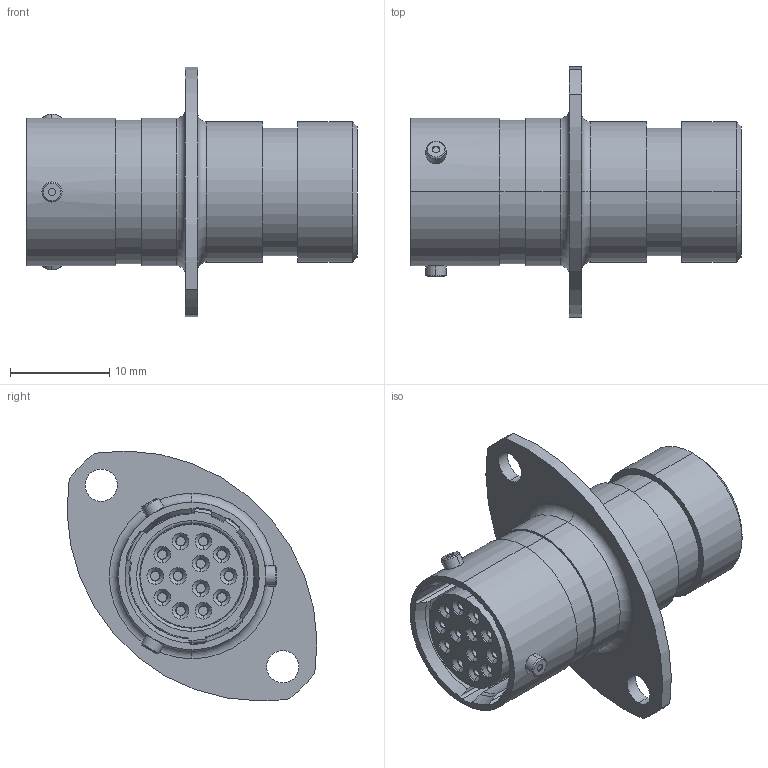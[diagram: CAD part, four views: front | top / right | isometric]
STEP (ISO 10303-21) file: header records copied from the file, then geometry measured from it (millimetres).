
FILE_DESCRIPTION (( 'STEP AP214' ), '1' );
FILE_NAME ('AS010-35SC.STEP', '2013-05-15T09:42:19', ( 'TE Connectivity' ), ( 'TE Connectivity' ), 'SwSTEP 2.0', 'SolidWorks 2011', '' );
FILE_SCHEMA (( 'AUTOMOTIVE_DESIGN' ));
Length unit declared in the file: inch
Products named in the file (1): AS010-35SC
Bounding box: 33.31 x 25.2 x 25.21 mm (x, y, z)
Volume: 4215.2 mm3; surface area: 7446.5 mm2
Topology: 9 solids, 9 shells, 865 faces, 1841 edges, 1030 vertices
Faces by surface type: torus 336, cylinder 283, cone 156, plane 76, sphere 14
Entity records: 34975 total; most frequent: DIRECTION 4840, CARTESIAN_POINT 4043, ORIENTED_EDGE 3662, AXIS2_PLACEMENT_3D 2193, EDGE_CURVE 1831, CIRCLE 1327, VERTEX_POINT 1028, EDGE_LOOP 977
